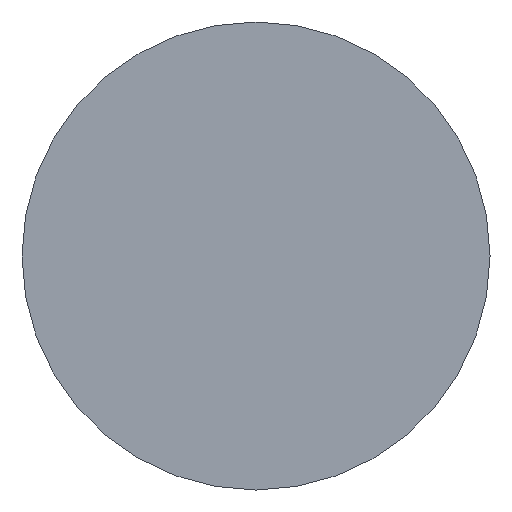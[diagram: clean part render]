
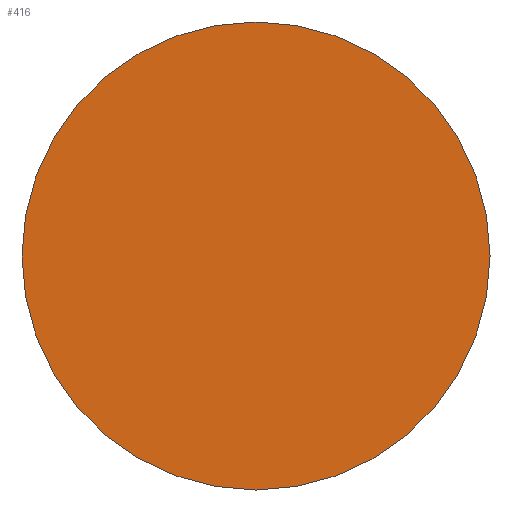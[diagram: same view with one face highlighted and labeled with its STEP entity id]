
A CAD part, left-side view. The second image highlights one B-rep face of the part: STEP entity #416.
In plain terms, the highlighted face is planar.
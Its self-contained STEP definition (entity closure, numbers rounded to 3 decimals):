
#76=PLANE('',#487);
#104=FACE_OUTER_BOUND('',#132,.T.);
#132=EDGE_LOOP('',(#360));
#155=CIRCLE('',#488,25.);
#219=VERTEX_POINT('',#1951);
#269=EDGE_CURVE('',#219,#219,#155,.T.);
#360=ORIENTED_EDGE('',*,*,#269,.F.);
#416=ADVANCED_FACE('',(#104),#76,.T.);
#487=AXIS2_PLACEMENT_3D('',#1950,#559,#560);
#488=AXIS2_PLACEMENT_3D('',#1952,#561,#562);
#559=DIRECTION('center_axis',(0.,-1.,0.));
#560=DIRECTION('ref_axis',(0.,0.,1.));
#561=DIRECTION('center_axis',(0.,1.,0.));
#562=DIRECTION('ref_axis',(0.,0.,-1.));
#1950=CARTESIAN_POINT('Origin',(0.,0.,0.));
#1951=CARTESIAN_POINT('',(0.,0.,-25.));
#1952=CARTESIAN_POINT('Origin',(0.,0.,0.));
